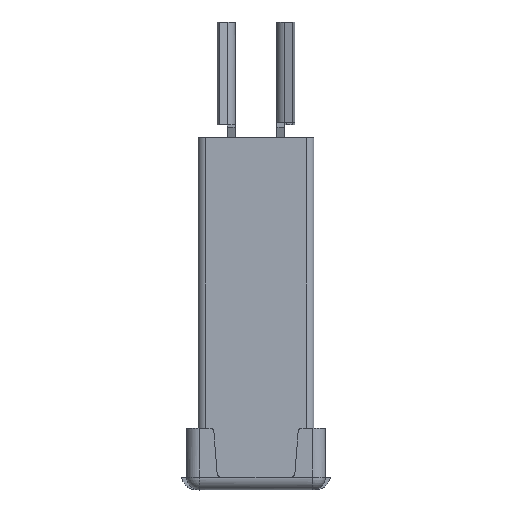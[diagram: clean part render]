
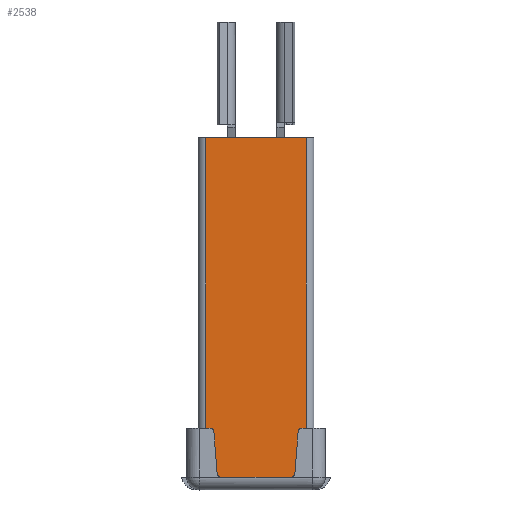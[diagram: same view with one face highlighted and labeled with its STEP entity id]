
A CAD part, left-side view. The second image highlights one B-rep face of the part: STEP entity #2538.
In plain terms, the highlighted planar face has unit normal (-1, 0, 0).
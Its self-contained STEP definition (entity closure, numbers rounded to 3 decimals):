
#496=FACE_OUTER_BOUND('',#4394,.T.);
#1454=B_SPLINE_CURVE_WITH_KNOTS('',3,(#24539,#24540,#24541,#24542),.UNSPECIFIED.,
 .F.,.F.,(4,4),(0.,1.),.UNSPECIFIED.);
#1455=B_SPLINE_CURVE_WITH_KNOTS('',3,(#24544,#24545,#24546,#24547),.UNSPECIFIED.,
 .F.,.F.,(4,4),(0.,1.),.UNSPECIFIED.);
#1456=B_SPLINE_CURVE_WITH_KNOTS('',3,(#24549,#24550,#24551,#24552),.UNSPECIFIED.,
 .F.,.F.,(4,4),(0.,1.),.UNSPECIFIED.);
#1457=B_SPLINE_CURVE_WITH_KNOTS('',3,(#24556,#24557,#24558,#24559),.UNSPECIFIED.,
 .F.,.F.,(4,4),(0.,1.),.UNSPECIFIED.);
#1458=B_SPLINE_CURVE_WITH_KNOTS('',3,(#24561,#24562,#24563,#24564),.UNSPECIFIED.,
 .F.,.F.,(4,4),(0.,1.),.UNSPECIFIED.);
#1459=B_SPLINE_CURVE_WITH_KNOTS('',3,(#24566,#24567,#24568,#24569),.UNSPECIFIED.,
 .F.,.F.,(4,4),(0.,1.),.UNSPECIFIED.);
#2538=ADVANCED_FACE('',(#496),#3495,.T.);
#3495=PLANE('',#18081);
#4394=EDGE_LOOP('',(#6361,#6362,#6363,#6364,#6365,#6366,#6367,#6368,#6369,
#6370,#6371,#6372));
#6361=ORIENTED_EDGE('',*,*,#12927,.T.);
#6362=ORIENTED_EDGE('',*,*,#12925,.T.);
#6363=ORIENTED_EDGE('',*,*,#12212,.F.);
#6364=ORIENTED_EDGE('',*,*,#12928,.T.);
#6365=ORIENTED_EDGE('',*,*,#12929,.T.);
#6366=ORIENTED_EDGE('',*,*,#12930,.T.);
#6367=ORIENTED_EDGE('',*,*,#12931,.T.);
#6368=ORIENTED_EDGE('',*,*,#12932,.T.);
#6369=ORIENTED_EDGE('',*,*,#12933,.T.);
#6370=ORIENTED_EDGE('',*,*,#12934,.T.);
#6371=ORIENTED_EDGE('',*,*,#12935,.T.);
#6372=ORIENTED_EDGE('',*,*,#12936,.T.);
#10500=VERTEX_POINT('',#22438);
#10501=VERTEX_POINT('',#22440);
#11005=VERTEX_POINT('',#24527);
#11006=VERTEX_POINT('',#24534);
#11007=VERTEX_POINT('',#24536);
#11008=VERTEX_POINT('',#24538);
#11009=VERTEX_POINT('',#24543);
#11010=VERTEX_POINT('',#24548);
#11011=VERTEX_POINT('',#24553);
#11012=VERTEX_POINT('',#24555);
#11013=VERTEX_POINT('',#24560);
#11014=VERTEX_POINT('',#24565);
#12212=EDGE_CURVE('',#10500,#10501,#14844,.T.);
#12925=EDGE_CURVE('',#11005,#10501,#15331,.T.);
#12927=EDGE_CURVE('',#11006,#11005,#15332,.T.);
#12928=EDGE_CURVE('',#10500,#11007,#15333,.T.);
#12929=EDGE_CURVE('',#11007,#11008,#15334,.T.);
#12930=EDGE_CURVE('',#11008,#11009,#1454,.T.);
#12931=EDGE_CURVE('',#11009,#11010,#1455,.T.);
#12932=EDGE_CURVE('',#11010,#11011,#1456,.T.);
#12933=EDGE_CURVE('',#11011,#11012,#15335,.T.);
#12934=EDGE_CURVE('',#11012,#11013,#1457,.T.);
#12935=EDGE_CURVE('',#11013,#11014,#1458,.T.);
#12936=EDGE_CURVE('',#11014,#11006,#1459,.T.);
#14844=LINE('',#22439,#16366);
#15331=LINE('',#24526,#16853);
#15332=LINE('',#24533,#16854);
#15333=LINE('',#24535,#16855);
#15334=LINE('',#24537,#16856);
#15335=LINE('',#24554,#16857);
#16366=VECTOR('',#18892,1.);
#16853=VECTOR('',#19811,1.);
#16854=VECTOR('',#19814,1.);
#16855=VECTOR('',#19815,1.);
#16856=VECTOR('',#19816,1.);
#16857=VECTOR('',#19817,1.);
#18081=AXIS2_PLACEMENT_3D('',#24570,#19818,#19819);
#18892=DIRECTION('',(0.,-1.,0.));
#19811=DIRECTION('',(0.,0.,1.));
#19814=DIRECTION('',(0.,-1.,0.));
#19815=DIRECTION('',(0.,0.,-1.));
#19816=DIRECTION('',(0.,-1.,0.));
#19817=DIRECTION('',(0.,-1.,0.));
#19818=DIRECTION('',(-1.,0.,0.));
#19819=DIRECTION('',(0.,1.,0.));
#22438=CARTESIAN_POINT('',(-16.264,-6.33,-29.8));
#22439=CARTESIAN_POINT('',(-16.264,-8.28,-29.8));
#22440=CARTESIAN_POINT('',(-16.264,-10.23,-29.8));
#24526=CARTESIAN_POINT('',(-16.264,-10.23,-6000041.1));
#24527=CARTESIAN_POINT('',(-16.264,-10.23,-41.1));
#24533=CARTESIAN_POINT('',(-16.264,-8.28,-41.1));
#24534=CARTESIAN_POINT('',(-16.264,-10.069,-41.1));
#24535=CARTESIAN_POINT('',(-16.264,-6.33,-36.4));
#24536=CARTESIAN_POINT('',(-16.264,-6.33,-41.1));
#24537=CARTESIAN_POINT('',(-16.264,-8.28,-41.1));
#24538=CARTESIAN_POINT('',(-16.264,-6.491,-41.1));
#24539=CARTESIAN_POINT('',(-16.264,-6.491,-41.1));
#24540=CARTESIAN_POINT('',(-16.264,-6.597,-41.101));
#24541=CARTESIAN_POINT('',(-16.264,-6.635,-41.163));
#24542=CARTESIAN_POINT('',(-16.264,-6.641,-41.238));
#24543=CARTESIAN_POINT('',(-16.264,-6.641,-41.238));
#24544=CARTESIAN_POINT('',(-16.264,-6.641,-41.238));
#24545=CARTESIAN_POINT('',(-16.264,-6.684,-41.779));
#24546=CARTESIAN_POINT('',(-16.264,-6.726,-42.321));
#24547=CARTESIAN_POINT('',(-16.264,-6.769,-42.862));
#24548=CARTESIAN_POINT('',(-16.264,-6.769,-42.862));
#24549=CARTESIAN_POINT('',(-16.264,-6.769,-42.862));
#24550=CARTESIAN_POINT('',(-16.264,-6.778,-42.967));
#24551=CARTESIAN_POINT('',(-16.264,-6.843,-43.));
#24552=CARTESIAN_POINT('',(-16.264,-6.919,-43.));
#24553=CARTESIAN_POINT('',(-16.264,-6.919,-43.));
#24554=CARTESIAN_POINT('',(-16.264,-8.28,-43.));
#24555=CARTESIAN_POINT('',(-16.264,-9.641,-43.));
#24556=CARTESIAN_POINT('',(-16.264,-9.641,-43.));
#24557=CARTESIAN_POINT('',(-16.264,-9.747,-42.999));
#24558=CARTESIAN_POINT('',(-16.264,-9.785,-42.937));
#24559=CARTESIAN_POINT('',(-16.264,-9.791,-42.862));
#24560=CARTESIAN_POINT('',(-16.264,-9.791,-42.862));
#24561=CARTESIAN_POINT('',(-16.264,-9.791,-42.862));
#24562=CARTESIAN_POINT('',(-16.264,-9.834,-42.321));
#24563=CARTESIAN_POINT('',(-16.264,-9.876,-41.779));
#24564=CARTESIAN_POINT('',(-16.264,-9.919,-41.238));
#24565=CARTESIAN_POINT('',(-16.264,-9.919,-41.238));
#24566=CARTESIAN_POINT('',(-16.264,-9.919,-41.238));
#24567=CARTESIAN_POINT('',(-16.264,-9.928,-41.133));
#24568=CARTESIAN_POINT('',(-16.264,-9.993,-41.1));
#24569=CARTESIAN_POINT('',(-16.264,-10.069,-41.1));
#24570=CARTESIAN_POINT('',(-16.264,-10.23,-29.8));
